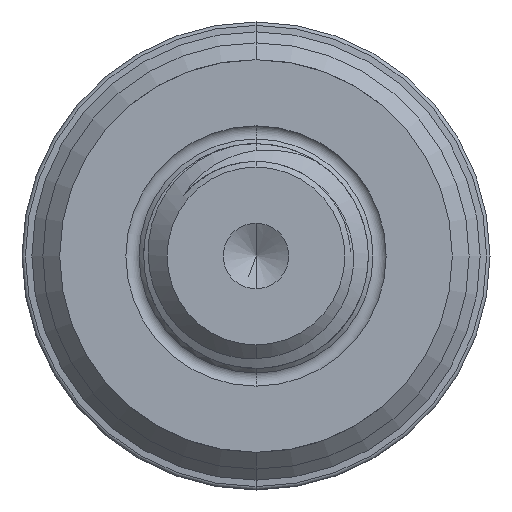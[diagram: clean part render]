
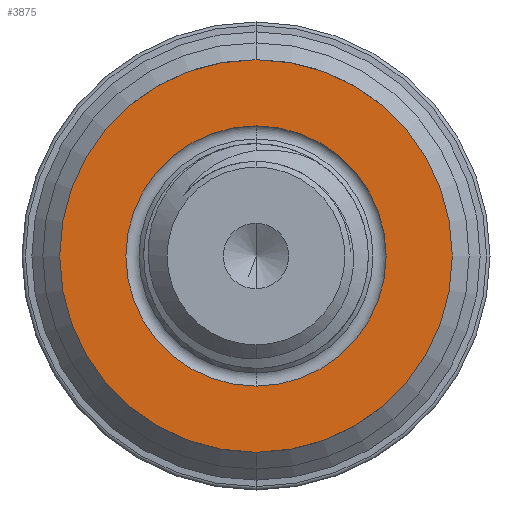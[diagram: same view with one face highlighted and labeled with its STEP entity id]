
A CAD part, front view. The second image highlights one B-rep face of the part: STEP entity #3875.
In plain terms, the highlighted planar face has unit normal (0, -1, 0).
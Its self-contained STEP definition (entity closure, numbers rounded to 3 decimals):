
#126 = CARTESIAN_POINT ( 'NONE',  ( 0., 22., 0. ) ) ;
#138 = CIRCLE ( 'NONE', #3358, 6.95 ) ;
#398 = DIRECTION ( 'NONE',  ( 0., 0., -1. ) ) ;
#428 = CARTESIAN_POINT ( 'NONE',  ( 0., 22., 10.485 ) ) ;
#571 = EDGE_LOOP ( 'NONE', ( #4079, #1661 ) ) ;
#706 = AXIS2_PLACEMENT_3D ( 'NONE', #1265, #3665, #4353 ) ;
#774 = DIRECTION ( 'NONE',  ( 0., 0., -1. ) ) ;
#789 = DIRECTION ( 'NONE',  ( 0., -1., 0. ) ) ;
#806 = AXIS2_PLACEMENT_3D ( 'NONE', #3722, #2007, #966 ) ;
#966 = DIRECTION ( 'NONE',  ( 0., 0., -1. ) ) ;
#972 = AXIS2_PLACEMENT_3D ( 'NONE', #2159, #789, #774 ) ;
#1010 = EDGE_CURVE ( 'NONE', #2624, #2158, #1812, .T. ) ;
#1091 = CARTESIAN_POINT ( 'NONE',  ( 0., 22., 6.95 ) ) ;
#1243 = CIRCLE ( 'NONE', #4417, 10.485 ) ;
#1265 = CARTESIAN_POINT ( 'NONE',  ( -6.95, 22., 0. ) ) ;
#1312 = DIRECTION ( 'NONE',  ( 0., 0., -1. ) ) ;
#1362 = VERTEX_POINT ( 'NONE', #3507 ) ;
#1661 = ORIENTED_EDGE ( 'NONE', *, *, #1702, .T. ) ;
#1702 = EDGE_CURVE ( 'NONE', #2475, #1362, #2229, .T. ) ;
#1812 = CIRCLE ( 'NONE', #806, 6.95 ) ;
#2007 = DIRECTION ( 'NONE',  ( 0., -1., 0. ) ) ;
#2141 = EDGE_CURVE ( 'NONE', #1362, #2475, #1243, .T. ) ;
#2158 = VERTEX_POINT ( 'NONE', #3337 ) ;
#2159 = CARTESIAN_POINT ( 'NONE',  ( 0., 22., 0. ) ) ;
#2229 = CIRCLE ( 'NONE', #972, 10.485 ) ;
#2239 = EDGE_CURVE ( 'NONE', #2158, #2624, #138, .T. ) ;
#2241 = ORIENTED_EDGE ( 'NONE', *, *, #2239, .F. ) ;
#2475 = VERTEX_POINT ( 'NONE', #428 ) ;
#2549 = FACE_BOUND ( 'NONE', #3489, .T. ) ;
#2624 = VERTEX_POINT ( 'NONE', #1091 ) ;
#2885 = ORIENTED_EDGE ( 'NONE', *, *, #1010, .F. ) ;
#3132 = CARTESIAN_POINT ( 'NONE',  ( 0., 22., 0. ) ) ;
#3199 = DIRECTION ( 'NONE',  ( 0., -1., 0. ) ) ;
#3327 = PLANE ( 'NONE',  #706 ) ;
#3337 = CARTESIAN_POINT ( 'NONE',  ( 0., 22., -6.95 ) ) ;
#3358 = AXIS2_PLACEMENT_3D ( 'NONE', #126, #3199, #1312 ) ;
#3489 = EDGE_LOOP ( 'NONE', ( #2241, #2885 ) ) ;
#3507 = CARTESIAN_POINT ( 'NONE',  ( 0., 22., -10.485 ) ) ;
#3665 = DIRECTION ( 'NONE',  ( 0., 1., 0. ) ) ;
#3722 = CARTESIAN_POINT ( 'NONE',  ( 0., 22., 0. ) ) ;
#3875 = ADVANCED_FACE ( 'NONE', ( #2549, #4269 ), #3327, .F. ) ;
#4079 = ORIENTED_EDGE ( 'NONE', *, *, #2141, .T. ) ;
#4170 = DIRECTION ( 'NONE',  ( 0., -1., 0. ) ) ;
#4269 = FACE_OUTER_BOUND ( 'NONE', #571, .T. ) ;
#4353 = DIRECTION ( 'NONE',  ( 0., 0., 1. ) ) ;
#4417 = AXIS2_PLACEMENT_3D ( 'NONE', #3132, #4170, #398 ) ;
